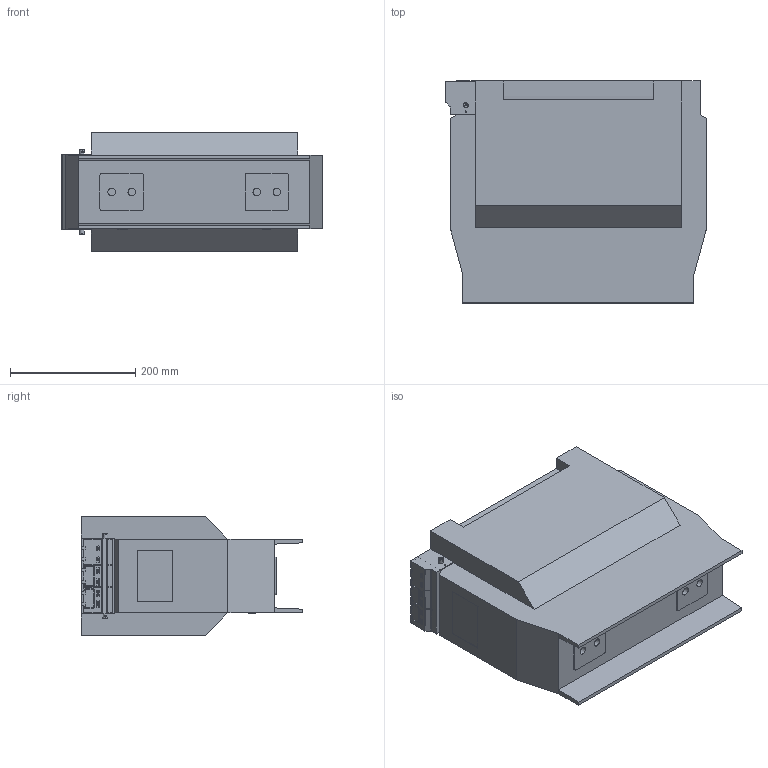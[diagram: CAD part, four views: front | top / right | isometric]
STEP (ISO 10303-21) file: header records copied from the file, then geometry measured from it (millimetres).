
FILE_DESCRIPTION(('STEP AP242'), '1');
FILE_NAME('ÒËÎ-10 Ì8ÀÑ äî 1500À 3îáì', '', ('UNSPECIFIED'), ('UNSPECIFIED'), 'C3D Converter', 'C3D Toolkit', '');
FILE_SCHEMA(('AP242_MANAGED_MODEL_BASED_3D_ENGINEERING_MIM_LF { 1 0 10303 442 1 1 4 }'));
Length unit declared in the file: millimetre
Products named in the file (23): Втулка ЭК.8.211.004
Assembly tree (36 placements, depth 3):
  (unnamed)
    (unnamed)
    (unnamed)
    (unnamed)
    (unnamed)
    (unnamed)
    (unnamed)
    Втулка ЭК.8.211.004
    Втулка ЭК.8.211.004  x2
    Втулка ЭК.8.211.004
    Втулка ЭК.8.211.004
    Втулка ЭК.8.211.004
    (unnamed)
    (unnamed)
    (unnamed)
      (unnamed)
      (unnamed)
      (unnamed)
    (unnamed)
      (unnamed)
      (unnamed)
      (unnamed)
    (unnamed)
      (unnamed)
      (unnamed)
      (unnamed)
    (unnamed)  x2
      (unnamed)
      (unnamed)
      (unnamed)
    (unnamed)
      (unnamed)
      (unnamed)
      (unnamed)
    (unnamed)
Bounding box: 417.6 x 355 x 190 mm (x, y, z)
Volume: 19853837.9 mm3; surface area: 605251.1 mm2
Topology: 32 solids, 32 shells, 2037 faces, 5702 edges, 3794 vertices
Faces by surface type: cylinder 968, plane 775, extrusion 232, cone 38, torus 18, sphere 6
Full cylindrical faces by diameter (mm): 2 x2, 2.5 x2, 4 x6, 4.917 x6, 5 x4, 5.5 x2, 6 x12, 6.4 x6, 8 x2, 10 x12, 10.106 x4, 12 x10, 12.5 x4, 17 x4
Entity records: 91235 total; most frequent: CARTESIAN_POINT 23734, ORIENTED_EDGE 10714, DIRECTION 10486, EDGE_CURVE 5357, AXIS2_PLACEMENT_3D 3715, VERTEX_POINT 3627, VECTOR 3056, LINE 2824
